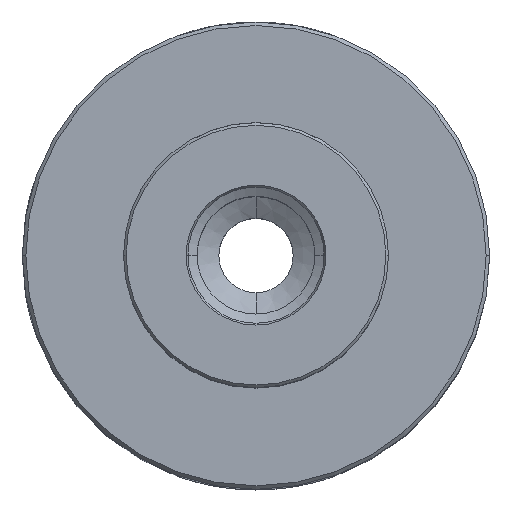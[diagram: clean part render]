
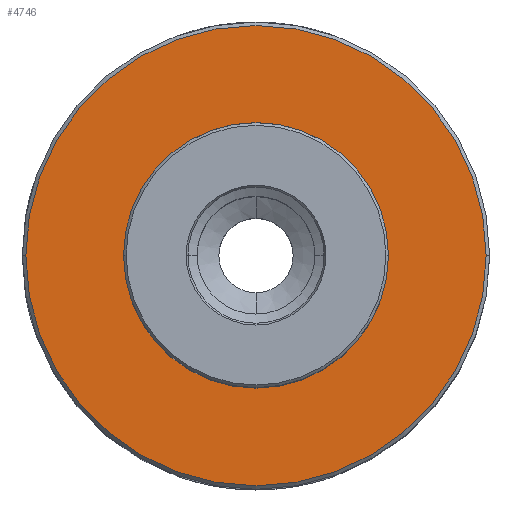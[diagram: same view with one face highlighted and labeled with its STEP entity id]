
A CAD part, top view. The second image highlights one B-rep face of the part: STEP entity #4746.
In plain terms, the highlighted planar face has unit normal (0, 0, 1).
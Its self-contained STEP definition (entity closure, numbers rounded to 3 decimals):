
#2430=VERTEX_POINT('NONE',#6500);
#2748=EDGE_CURVE('NONE',#3746,#4328,#6859,.T.);
#3746=VERTEX_POINT('NONE',#7990);
#3768=VERTEX_POINT('NONE',#8013);
#4156=EDGE_CURVE('NONE',#4328,#3746,#8441,.T.);
#4328=VERTEX_POINT('NONE',#8629);
#4746=ADVANCED_FACE('NONE',(#9082,#9083),#9084,.F.);
#5126=EDGE_CURVE('NONE',#2430,#3768,#9503,.T.);
#5428=EDGE_CURVE('NONE',#3768,#2430,#9830,.T.);
#6500=CARTESIAN_POINT('',(-31.275,0.,0.0));
#6859=CIRCLE('',#12521,17.8);
#7990=CARTESIAN_POINT('',(-17.8,0.,0.0));
#8013=CARTESIAN_POINT('',(31.275,0.,0.0));
#8441=CIRCLE('',#16731,17.8);
#8629=CARTESIAN_POINT('',(17.8,0.,0.0));
#9082=FACE_OUTER_BOUND('',#18453,.T.);
#9083=FACE_BOUND('',#18454,.T.);
#9084=PLANE('',#18455);
#9503=CIRCLE('',#19530,31.275);
#9830=CIRCLE('',#20520,31.275);
#12521=AXIS2_PLACEMENT_3D('',#23164,#23165,#23166);
#16731=AXIS2_PLACEMENT_3D('',#24967,#24968,#24969);
#18453=EDGE_LOOP('',(#25512,#25513));
#18454=EDGE_LOOP('',(#25514,#25515));
#18455=AXIS2_PLACEMENT_3D('',#25516,#25517,#25518);
#19530=AXIS2_PLACEMENT_3D('',#25924,#25925,#25926);
#20520=AXIS2_PLACEMENT_3D('',#26222,#26223,#26224);
#23164=CARTESIAN_POINT('',(0.0,0.0,0.0));
#23165=DIRECTION('',(0.0,0.0,-1.0));
#23166=DIRECTION('',(0.0,1.0,0.0));
#24967=CARTESIAN_POINT('',(0.0,0.0,0.0));
#24968=DIRECTION('',(0.0,0.0,-1.0));
#24969=DIRECTION('',(0.0,1.0,0.0));
#25512=ORIENTED_EDGE('',*,*,#5126,.F.);
#25513=ORIENTED_EDGE('',*,*,#5428,.F.);
#25514=ORIENTED_EDGE('',*,*,#4156,.T.);
#25515=ORIENTED_EDGE('',*,*,#2748,.T.);
#25516=CARTESIAN_POINT('',(0.0,0.0,0.0));
#25517=DIRECTION('',(0.0,0.0,-1.0));
#25518=DIRECTION('',(-1.0,0.0,0.0));
#25924=CARTESIAN_POINT('',(0.0,0.0,0.0));
#25925=DIRECTION('',(0.0,0.0,-1.0));
#25926=DIRECTION('',(0.0,1.0,0.0));
#26222=CARTESIAN_POINT('',(0.0,0.0,0.0));
#26223=DIRECTION('',(0.0,0.0,-1.0));
#26224=DIRECTION('',(0.0,1.0,0.0));
